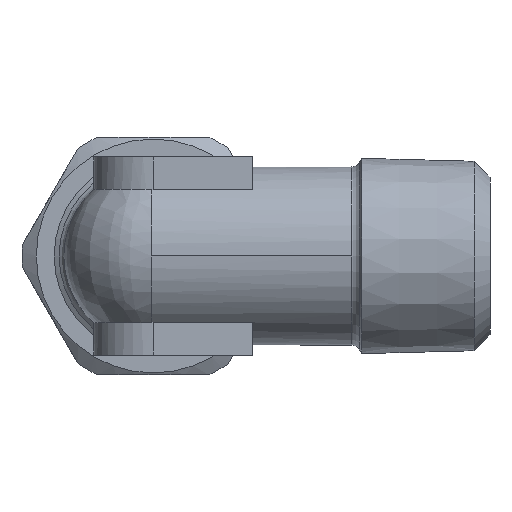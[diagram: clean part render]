
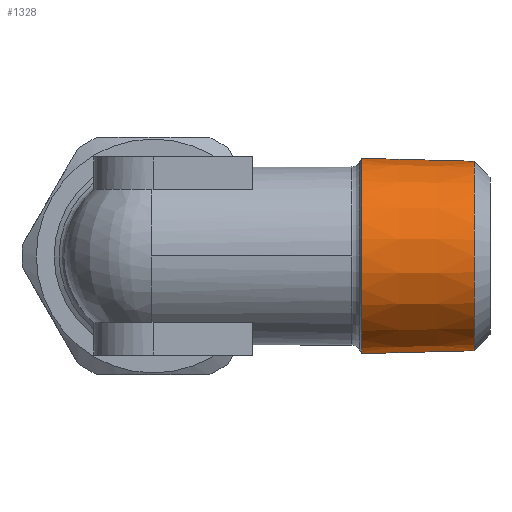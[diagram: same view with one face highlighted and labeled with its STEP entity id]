
A CAD part, left-side view. The second image highlights one B-rep face of the part: STEP entity #1328.
In plain terms, the highlighted conical face has half-angle 1.47 degrees and reference radius 4.954 mm.
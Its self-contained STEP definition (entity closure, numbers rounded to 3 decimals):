
#208 = CONICAL_SURFACE ( 'NONE', #247, 4.954, 0.026 ) ;
#224 = FACE_OUTER_BOUND ( 'NONE', #1054, .T. ) ;
#234 = DIRECTION ( 'NONE',  ( 0., 1., 0. ) ) ;
#235 = CARTESIAN_POINT ( 'NONE',  ( 0., -9.5, 0. ) ) ;
#247 = AXIS2_PLACEMENT_3D ( 'NONE', #235, #234, #250 ) ;
#250 = DIRECTION ( 'NONE',  ( 0., 0., 1. ) ) ;
#390 = DIRECTION ( 'NONE',  ( 0., 0., -1. ) ) ;
#391 = DIRECTION ( 'NONE',  ( 0., -1., 0. ) ) ;
#392 = CARTESIAN_POINT ( 'NONE',  ( 0., -16.2, 0. ) ) ;
#395 = CIRCLE ( 'NONE', #437, 4.782 ) ;
#437 = AXIS2_PLACEMENT_3D ( 'NONE', #392, #391, #390 ) ;
#522 = VERTEX_POINT ( 'NONE', #1452 ) ;
#523 = VERTEX_POINT ( 'NONE', #1568 ) ;
#715 = EDGE_CURVE ( 'NONE', #523, #735, #1933, .T. ) ;
#725 = EDGE_CURVE ( 'NONE', #522, #727, #1916, .T. ) ;
#727 = VERTEX_POINT ( 'NONE', #1911 ) ;
#735 = VERTEX_POINT ( 'NONE', #1913 ) ;
#934 = EDGE_CURVE ( 'NONE', #727, #735, #2257, .T. ) ;
#1054 = EDGE_LOOP ( 'NONE', ( #1124, #1355, #1354, #1409 ) ) ;
#1124 = ORIENTED_EDGE ( 'NONE', *, *, #715, .F. ) ;
#1126 = EDGE_CURVE ( 'NONE', #522, #523, #395, .T. ) ;
#1328 = ADVANCED_FACE ( 'NONE', ( #224 ), #208, .T. ) ;
#1354 = ORIENTED_EDGE ( 'NONE', *, *, #725, .T. ) ;
#1355 = ORIENTED_EDGE ( 'NONE', *, *, #1126, .F. ) ;
#1409 = ORIENTED_EDGE ( 'NONE', *, *, #934, .T. ) ;
#1452 = CARTESIAN_POINT ( 'NONE',  ( 0., -16.2, 4.782 ) ) ;
#1568 = CARTESIAN_POINT ( 'NONE',  ( 0., -16.2, -4.782 ) ) ;
#1911 = CARTESIAN_POINT ( 'NONE',  ( 0., -10.535, 4.927 ) ) ;
#1913 = CARTESIAN_POINT ( 'NONE',  ( 0., -10.535, -4.927 ) ) ;
#1915 = VECTOR ( 'NONE', #1930, 1000. ) ;
#1916 = LINE ( 'NONE', #1922, #1915 ) ;
#1922 = CARTESIAN_POINT ( 'NONE',  ( 0., -9.5, 4.954 ) ) ;
#1930 = DIRECTION ( 'NONE',  ( 0., 1., 0.026 ) ) ;
#1931 = DIRECTION ( 'NONE',  ( 0., 1., -0.026 ) ) ;
#1932 = VECTOR ( 'NONE', #1931, 1000. ) ;
#1933 = LINE ( 'NONE', #1984, #1932 ) ;
#1984 = CARTESIAN_POINT ( 'NONE',  ( 0., -9.5, -4.954 ) ) ;
#2195 = DIRECTION ( 'NONE',  ( 0., 0., 1. ) ) ;
#2196 = DIRECTION ( 'NONE',  ( 0., -1., 0. ) ) ;
#2197 = CARTESIAN_POINT ( 'NONE',  ( 0., -10.535, 0. ) ) ;
#2257 = CIRCLE ( 'NONE', #2259, 4.927 ) ;
#2259 = AXIS2_PLACEMENT_3D ( 'NONE', #2197, #2196, #2195 ) ;
